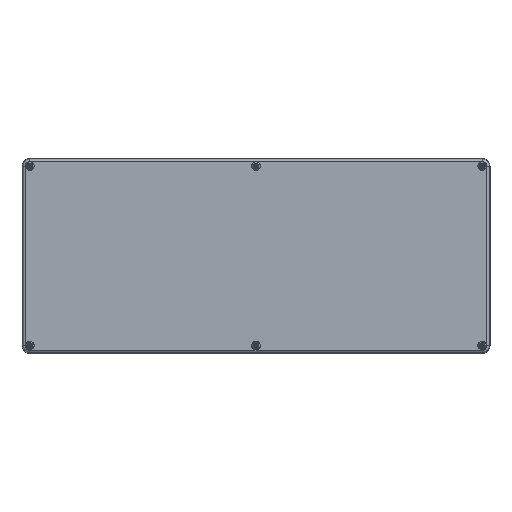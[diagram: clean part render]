
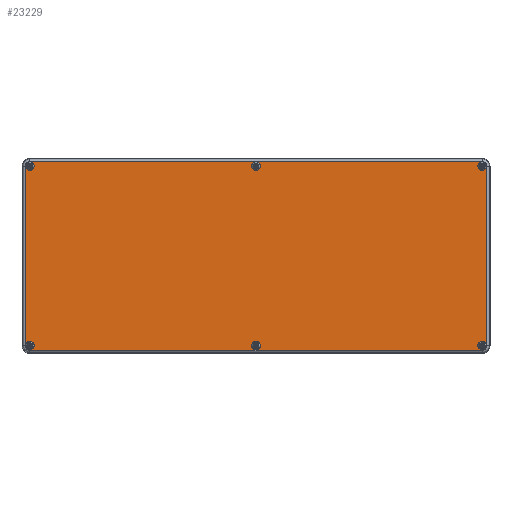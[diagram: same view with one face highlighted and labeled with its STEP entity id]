
A CAD part, top view. The second image highlights one B-rep face of the part: STEP entity #23229.
In plain terms, the highlighted face is planar.
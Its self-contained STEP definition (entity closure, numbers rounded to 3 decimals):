
#22786=CARTESIAN_POINT('',(295.917,-115.,-65.0));
#22787=VERTEX_POINT('',#22786);
#22795=CARTESIAN_POINT('',(295.917,115.,-65.0));
#22796=VERTEX_POINT('',#22795);
#22797=CARTESIAN_POINT('',(295.917,-115.,-65.0));
#22798=DIRECTION('',(0.0,1.0,0.0));
#22799=VECTOR('',#22798,230.);
#22800=LINE('',#22797,#22799);
#22801=EDGE_CURVE('',#22787,#22796,#22800,.T.);
#22828=CARTESIAN_POINT('',(290.,-120.917,-65.0));
#22829=VERTEX_POINT('',#22828);
#22837=CARTESIAN_POINT('',(290.,-115.,-65.0));
#22838=DIRECTION('',(0.0,0.0,1.0));
#22839=DIRECTION('',(0.707,-0.707,0.0));
#22840=AXIS2_PLACEMENT_3D('',#22837,#22838,#22839);
#22841=CIRCLE('',#22840,5.917);
#22842=EDGE_CURVE('',#22829,#22787,#22841,.T.);
#22860=CARTESIAN_POINT('',(290.,120.917,-65.0));
#22861=VERTEX_POINT('',#22860);
#22879=CARTESIAN_POINT('',(290.,115.,-65.0));
#22880=DIRECTION('',(0.0,0.0,1.0));
#22881=DIRECTION('',(0.707,0.707,0.0));
#22882=AXIS2_PLACEMENT_3D('',#22879,#22880,#22881);
#22883=CIRCLE('',#22882,5.917);
#22884=EDGE_CURVE('',#22796,#22861,#22883,.T.);
#22896=CARTESIAN_POINT('',(-290.,-120.917,-65.0));
#22897=VERTEX_POINT('',#22896);
#22905=CARTESIAN_POINT('',(-290.,-120.917,-65.0));
#22906=DIRECTION('',(1.0,0.0,0.0));
#22907=VECTOR('',#22906,580.);
#22908=LINE('',#22905,#22907);
#22909=EDGE_CURVE('',#22897,#22829,#22908,.T.);
#22926=CARTESIAN_POINT('',(-290.,120.917,-65.0));
#22927=VERTEX_POINT('',#22926);
#22944=CARTESIAN_POINT('',(290.,120.917,-65.0));
#22945=DIRECTION('',(-1.0,0.0,0.0));
#22946=VECTOR('',#22945,580.);
#22947=LINE('',#22944,#22946);
#22948=EDGE_CURVE('',#22861,#22927,#22947,.T.);
#22960=CARTESIAN_POINT('',(-295.917,-115.,-65.0));
#22961=VERTEX_POINT('',#22960);
#22969=CARTESIAN_POINT('',(-290.,-115.,-65.0));
#22970=DIRECTION('',(0.0,0.0,1.0));
#22971=DIRECTION('',(-0.707,-0.707,0.0));
#22972=AXIS2_PLACEMENT_3D('',#22969,#22970,#22971);
#22973=CIRCLE('',#22972,5.917);
#22974=EDGE_CURVE('',#22961,#22897,#22973,.T.);
#22992=CARTESIAN_POINT('',(-295.917,115.,-65.0));
#22993=VERTEX_POINT('',#22992);
#23011=CARTESIAN_POINT('',(-290.,115.,-65.0));
#23012=DIRECTION('',(0.0,0.0,1.0));
#23013=DIRECTION('',(-0.707,0.707,0.0));
#23014=AXIS2_PLACEMENT_3D('',#23011,#23012,#23013);
#23015=CIRCLE('',#23014,5.917);
#23016=EDGE_CURVE('',#22927,#22993,#23015,.T.);
#23034=CARTESIAN_POINT('',(-295.917,115.,-65.0));
#23035=DIRECTION('',(0.0,-1.0,0.0));
#23036=VECTOR('',#23035,230.);
#23037=LINE('',#23034,#23036);
#23038=EDGE_CURVE('',#22993,#22961,#23037,.T.);
#23148=CARTESIAN_POINT('',(0.,0.,-65.0));
#23149=DIRECTION('',(0.0,0.0,1.0));
#23150=DIRECTION('',(1.0,0.0,0.0));
#23151=AXIS2_PLACEMENT_3D('',#23148,#23149,#23150);
#23152=PLANE('',#23151);
#23153=ORIENTED_EDGE('',*,*,#22801,.F.);
#23154=ORIENTED_EDGE('',*,*,#22842,.F.);
#23155=ORIENTED_EDGE('',*,*,#22909,.F.);
#23156=ORIENTED_EDGE('',*,*,#22974,.F.);
#23157=ORIENTED_EDGE('',*,*,#23038,.F.);
#23158=ORIENTED_EDGE('',*,*,#23016,.F.);
#23159=ORIENTED_EDGE('',*,*,#22948,.F.);
#23160=ORIENTED_EDGE('',*,*,#22884,.F.);
#23161=EDGE_LOOP('',(#23153,#23154,#23155,#23156,#23157,#23158,#23159,#23160));
#23162=FACE_OUTER_BOUND('',#23161,.T.);
#23163=CARTESIAN_POINT('',(-5.5,-115.,-65.0));
#23164=VERTEX_POINT('',#23163);
#23165=CARTESIAN_POINT('',(0.0,-115.,-65.0));
#23166=DIRECTION('',(0.0,0.0,1.0));
#23167=DIRECTION('',(1.0,0.0,0.0));
#23168=AXIS2_PLACEMENT_3D('',#23165,#23166,#23167);
#23169=CIRCLE('',#23168,5.5);
#23170=EDGE_CURVE('',#23164,#23164,#23169,.T.);
#23171=ORIENTED_EDGE('',*,*,#23170,.T.);
#23172=EDGE_LOOP('',(#23171));
#23173=FACE_BOUND('',#23172,.T.);
#23174=CARTESIAN_POINT('',(-295.5,-115.,-65.0));
#23175=VERTEX_POINT('',#23174);
#23176=CARTESIAN_POINT('',(-290.,-115.,-65.0));
#23177=DIRECTION('',(0.0,0.0,1.0));
#23178=DIRECTION('',(1.0,0.0,0.0));
#23179=AXIS2_PLACEMENT_3D('',#23176,#23177,#23178);
#23180=CIRCLE('',#23179,5.5);
#23181=EDGE_CURVE('',#23175,#23175,#23180,.T.);
#23182=ORIENTED_EDGE('',*,*,#23181,.T.);
#23183=EDGE_LOOP('',(#23182));
#23184=FACE_BOUND('',#23183,.T.);
#23185=CARTESIAN_POINT('',(-295.5,115.,-65.0));
#23186=VERTEX_POINT('',#23185);
#23187=CARTESIAN_POINT('',(-290.0,115.,-65.0));
#23188=DIRECTION('',(0.0,0.0,1.0));
#23189=DIRECTION('',(1.0,0.0,0.0));
#23190=AXIS2_PLACEMENT_3D('',#23187,#23188,#23189);
#23191=CIRCLE('',#23190,5.5);
#23192=EDGE_CURVE('',#23186,#23186,#23191,.T.);
#23193=ORIENTED_EDGE('',*,*,#23192,.T.);
#23194=EDGE_LOOP('',(#23193));
#23195=FACE_BOUND('',#23194,.T.);
#23196=CARTESIAN_POINT('',(284.5,115.,-65.0));
#23197=VERTEX_POINT('',#23196);
#23198=CARTESIAN_POINT('',(290.0,115.,-65.0));
#23199=DIRECTION('',(0.0,0.0,1.0));
#23200=DIRECTION('',(1.0,0.0,0.0));
#23201=AXIS2_PLACEMENT_3D('',#23198,#23199,#23200);
#23202=CIRCLE('',#23201,5.5);
#23203=EDGE_CURVE('',#23197,#23197,#23202,.T.);
#23204=ORIENTED_EDGE('',*,*,#23203,.T.);
#23205=EDGE_LOOP('',(#23204));
#23206=FACE_BOUND('',#23205,.T.);
#23207=CARTESIAN_POINT('',(284.5,-115.,-65.0));
#23208=VERTEX_POINT('',#23207);
#23209=CARTESIAN_POINT('',(290.,-115.,-65.0));
#23210=DIRECTION('',(0.0,0.0,1.0));
#23211=DIRECTION('',(1.0,0.0,0.0));
#23212=AXIS2_PLACEMENT_3D('',#23209,#23210,#23211);
#23213=CIRCLE('',#23212,5.5);
#23214=EDGE_CURVE('',#23208,#23208,#23213,.T.);
#23215=ORIENTED_EDGE('',*,*,#23214,.T.);
#23216=EDGE_LOOP('',(#23215));
#23217=FACE_BOUND('',#23216,.T.);
#23218=CARTESIAN_POINT('',(-5.5,115.,-65.0));
#23219=VERTEX_POINT('',#23218);
#23220=CARTESIAN_POINT('',(0.0,115.,-65.0));
#23221=DIRECTION('',(0.0,0.0,1.0));
#23222=DIRECTION('',(1.0,0.0,0.0));
#23223=AXIS2_PLACEMENT_3D('',#23220,#23221,#23222);
#23224=CIRCLE('',#23223,5.5);
#23225=EDGE_CURVE('',#23219,#23219,#23224,.T.);
#23226=ORIENTED_EDGE('',*,*,#23225,.T.);
#23227=EDGE_LOOP('',(#23226));
#23228=FACE_BOUND('',#23227,.T.);
#23229=ADVANCED_FACE('',(#23162,#23173,#23184,#23195,#23206,#23217,#23228),#23152,.F.);
